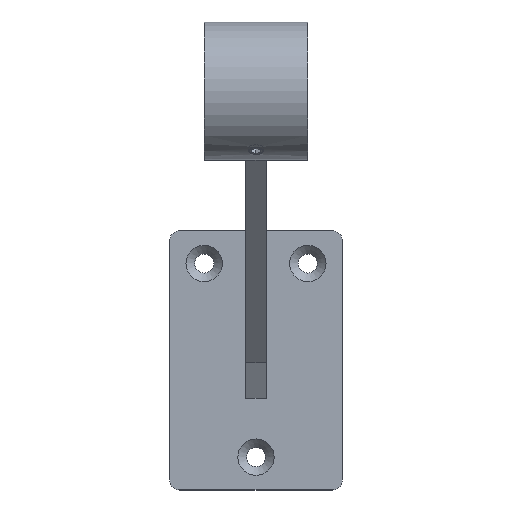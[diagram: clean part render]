
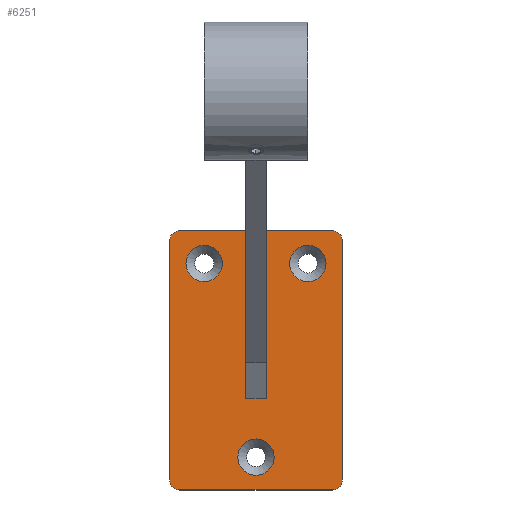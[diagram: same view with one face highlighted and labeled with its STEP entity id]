
A CAD part, top view. The second image highlights one B-rep face of the part: STEP entity #6251.
In plain terms, the highlighted planar face has unit normal (0, 0, 1).
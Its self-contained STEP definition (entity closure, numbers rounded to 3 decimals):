
#173 = CIRCLE ( 'NONE', #12255, 3. ) ;
#296 = CIRCLE ( 'NONE', #5235, 3. ) ;
#318 = EDGE_CURVE ( 'NONE', #1421, #3417, #173, .T. ) ;
#400 = DIRECTION ( 'NONE',  ( 0., 0., 1. ) ) ;
#444 = VECTOR ( 'NONE', #7472, 1000. ) ;
#473 = CARTESIAN_POINT ( 'NONE',  ( 22., 37.5, 8. ) ) ;
#495 = DIRECTION ( 'NONE',  ( 1., 0., 0. ) ) ;
#684 = VERTEX_POINT ( 'NONE', #5327 ) ;
#746 = ORIENTED_EDGE ( 'NONE', *, *, #7092, .T. ) ;
#1013 = DIRECTION ( 'NONE',  ( 0., 0., 1. ) ) ;
#1067 = ORIENTED_EDGE ( 'NONE', *, *, #9804, .T. ) ;
#1283 = CARTESIAN_POINT ( 'NONE',  ( -22., -34.5, 8. ) ) ;
#1417 = CIRCLE ( 'NONE', #2631, 3. ) ;
#1421 = VERTEX_POINT ( 'NONE', #4336 ) ;
#1463 = VERTEX_POINT ( 'NONE', #4021 ) ;
#1481 = EDGE_LOOP ( 'NONE', ( #12131 ) ) ;
#1560 = AXIS2_PLACEMENT_3D ( 'NONE', #11434, #5100, #12496 ) ;
#1619 = EDGE_CURVE ( 'NONE', #1463, #9175, #13018, .T. ) ;
#1705 = CIRCLE ( 'NONE', #10472, 5.25 ) ;
#1724 = CARTESIAN_POINT ( 'NONE',  ( -3., 0., 8. ) ) ;
#1793 = FACE_BOUND ( 'NONE', #1481, .T. ) ;
#1908 = AXIS2_PLACEMENT_3D ( 'NONE', #10989, #400, #495 ) ;
#1952 = DIRECTION ( 'NONE',  ( 0., 0., 1. ) ) ;
#2085 = VECTOR ( 'NONE', #7030, 1000. ) ;
#2265 = DIRECTION ( 'NONE',  ( 1., 0., 0. ) ) ;
#2281 = FACE_OUTER_BOUND ( 'NONE', #10342, .T. ) ;
#2367 = VERTEX_POINT ( 'NONE', #5104 ) ;
#2460 = LINE ( 'NONE', #7433, #444 ) ;
#2559 = LINE ( 'NONE', #6808, #2085 ) ;
#2584 = ORIENTED_EDGE ( 'NONE', *, *, #7518, .T. ) ;
#2613 = FACE_BOUND ( 'NONE', #12494, .T. ) ;
#2631 = AXIS2_PLACEMENT_3D ( 'NONE', #11460, #1952, #5178 ) ;
#2633 = LINE ( 'NONE', #7190, #4440 ) ;
#2804 = DIRECTION ( 'NONE',  ( 0., -1., 0. ) ) ;
#2911 = VERTEX_POINT ( 'NONE', #10668 ) ;
#3119 = EDGE_CURVE ( 'NONE', #9082, #5444, #296, .T. ) ;
#3313 = DIRECTION ( 'NONE',  ( 0., 0., 1. ) ) ;
#3417 = VERTEX_POINT ( 'NONE', #10001 ) ;
#3423 = VERTEX_POINT ( 'NONE', #6970 ) ;
#3459 = DIRECTION ( 'NONE',  ( 0., -1., 0. ) ) ;
#3587 = LINE ( 'NONE', #5594, #4911 ) ;
#3690 = CARTESIAN_POINT ( 'NONE',  ( 22., 34.5, 8. ) ) ;
#3931 = VECTOR ( 'NONE', #3459, 1000. ) ;
#4021 = CARTESIAN_POINT ( 'NONE',  ( -22., 37.5, 8. ) ) ;
#4089 = CARTESIAN_POINT ( 'NONE',  ( -9.75, 28., 8. ) ) ;
#4213 = CARTESIAN_POINT ( 'NONE',  ( 0., 0., 8. ) ) ;
#4331 = EDGE_CURVE ( 'NONE', #5444, #6873, #2633, .T. ) ;
#4336 = CARTESIAN_POINT ( 'NONE',  ( -25., -34.5, 8. ) ) ;
#4359 = CIRCLE ( 'NONE', #1908, 5.25 ) ;
#4440 = VECTOR ( 'NONE', #12367, 1000. ) ;
#4603 = VERTEX_POINT ( 'NONE', #5559 ) ;
#4911 = VECTOR ( 'NONE', #5821, 1000. ) ;
#4956 = ORIENTED_EDGE ( 'NONE', *, *, #11571, .T. ) ;
#5027 = VECTOR ( 'NONE', #9547, 1000. ) ;
#5100 = DIRECTION ( 'NONE',  ( 0., 0., 1. ) ) ;
#5104 = CARTESIAN_POINT ( 'NONE',  ( 5.25, -28., 8. ) ) ;
#5127 = ORIENTED_EDGE ( 'NONE', *, *, #318, .T. ) ;
#5167 = CARTESIAN_POINT ( 'NONE',  ( -22., 34.5, 8. ) ) ;
#5178 = DIRECTION ( 'NONE',  ( 1., 0., 0. ) ) ;
#5210 = DIRECTION ( 'NONE',  ( 1., 0., 0. ) ) ;
#5235 = AXIS2_PLACEMENT_3D ( 'NONE', #3690, #7972, #9028 ) ;
#5255 = LINE ( 'NONE', #9780, #3931 ) ;
#5327 = CARTESIAN_POINT ( 'NONE',  ( 22., -37.5, 8. ) ) ;
#5366 = DIRECTION ( 'NONE',  ( 1., 0., 0. ) ) ;
#5444 = VERTEX_POINT ( 'NONE', #473 ) ;
#5559 = CARTESIAN_POINT ( 'NONE',  ( 3., -11., 8. ) ) ;
#5594 = CARTESIAN_POINT ( 'NONE',  ( 25., 37.5, 8. ) ) ;
#5782 = ORIENTED_EDGE ( 'NONE', *, *, #8460, .F. ) ;
#5821 = DIRECTION ( 'NONE',  ( 0., 1., 0. ) ) ;
#5984 = CARTESIAN_POINT ( 'NONE',  ( 3., 37.5, 8. ) ) ;
#6208 = CARTESIAN_POINT ( 'NONE',  ( 3., -11., 8. ) ) ;
#6243 = DIRECTION ( 'NONE',  ( 0., 0., 1. ) ) ;
#6251 = ADVANCED_FACE ( 'NONE', ( #2613, #1793, #12977, #2281 ), #11679, .T. ) ;
#6373 = DIRECTION ( 'NONE',  ( -1., 0., 0. ) ) ;
#6434 = DIRECTION ( 'NONE',  ( 0., 0., 1. ) ) ;
#6510 = EDGE_CURVE ( 'NONE', #3417, #684, #2460, .T. ) ;
#6568 = EDGE_CURVE ( 'NONE', #3423, #1463, #9542, .T. ) ;
#6808 = CARTESIAN_POINT ( 'NONE',  ( -25., 37.5, 8. ) ) ;
#6873 = VERTEX_POINT ( 'NONE', #5984 ) ;
#6970 = CARTESIAN_POINT ( 'NONE',  ( -3., 37.5, 8. ) ) ;
#7030 = DIRECTION ( 'NONE',  ( 0., -1., 0. ) ) ;
#7065 = EDGE_CURVE ( 'NONE', #6873, #4603, #5255, .T. ) ;
#7092 = EDGE_CURVE ( 'NONE', #11832, #9082, #3587, .T. ) ;
#7159 = VERTEX_POINT ( 'NONE', #13510 ) ;
#7184 = LINE ( 'NONE', #1724, #8960 ) ;
#7190 = CARTESIAN_POINT ( 'NONE',  ( -25., 37.5, 8. ) ) ;
#7218 = ORIENTED_EDGE ( 'NONE', *, *, #6568, .T. ) ;
#7433 = CARTESIAN_POINT ( 'NONE',  ( -25., -37.5, 8. ) ) ;
#7472 = DIRECTION ( 'NONE',  ( 1., 0., 0. ) ) ;
#7518 = EDGE_CURVE ( 'NONE', #684, #11832, #1417, .T. ) ;
#7670 = ORIENTED_EDGE ( 'NONE', *, *, #3119, .T. ) ;
#7816 = LINE ( 'NONE', #6208, #5027 ) ;
#7972 = DIRECTION ( 'NONE',  ( 0., 0., 1. ) ) ;
#8184 = CIRCLE ( 'NONE', #1560, 5.25 ) ;
#8217 = VECTOR ( 'NONE', #6373, 1000. ) ;
#8460 = EDGE_CURVE ( 'NONE', #2367, #2367, #8184, .T. ) ;
#8467 = ORIENTED_EDGE ( 'NONE', *, *, #4331, .T. ) ;
#8558 = CARTESIAN_POINT ( 'NONE',  ( -25., 37.5, 8. ) ) ;
#8960 = VECTOR ( 'NONE', #2804, 1000. ) ;
#9028 = DIRECTION ( 'NONE',  ( 1., 0., 0. ) ) ;
#9082 = VERTEX_POINT ( 'NONE', #10516 ) ;
#9162 = CARTESIAN_POINT ( 'NONE',  ( 25., -34.5, 8. ) ) ;
#9175 = VERTEX_POINT ( 'NONE', #9627 ) ;
#9542 = LINE ( 'NONE', #8558, #8217 ) ;
#9544 = AXIS2_PLACEMENT_3D ( 'NONE', #5167, #6243, #5210 ) ;
#9547 = DIRECTION ( 'NONE',  ( -1., 0., 0. ) ) ;
#9620 = CARTESIAN_POINT ( 'NONE',  ( 15., 28., 8. ) ) ;
#9627 = CARTESIAN_POINT ( 'NONE',  ( -25., 34.5, 8. ) ) ;
#9664 = DIRECTION ( 'NONE',  ( 1., 0., 0. ) ) ;
#9780 = CARTESIAN_POINT ( 'NONE',  ( 3., 0., 8. ) ) ;
#9789 = VERTEX_POINT ( 'NONE', #4089 ) ;
#9804 = EDGE_CURVE ( 'NONE', #9175, #1421, #2559, .T. ) ;
#9917 = ORIENTED_EDGE ( 'NONE', *, *, #1619, .T. ) ;
#10001 = CARTESIAN_POINT ( 'NONE',  ( -22., -37.5, 8. ) ) ;
#10011 = ORIENTED_EDGE ( 'NONE', *, *, #12562, .F. ) ;
#10202 = ORIENTED_EDGE ( 'NONE', *, *, #6510, .T. ) ;
#10342 = EDGE_LOOP ( 'NONE', ( #7218, #9917, #1067, #5127, #10202, #2584, #746, #7670, #8467, #12670, #4956, #10386 ) ) ;
#10386 = ORIENTED_EDGE ( 'NONE', *, *, #11184, .F. ) ;
#10472 = AXIS2_PLACEMENT_3D ( 'NONE', #9620, #3313, #9664 ) ;
#10516 = CARTESIAN_POINT ( 'NONE',  ( 25., 34.5, 8. ) ) ;
#10668 = CARTESIAN_POINT ( 'NONE',  ( -3., -11., 8. ) ) ;
#10885 = EDGE_LOOP ( 'NONE', ( #5782 ) ) ;
#10989 = CARTESIAN_POINT ( 'NONE',  ( -15., 28., 8. ) ) ;
#11184 = EDGE_CURVE ( 'NONE', #3423, #2911, #7184, .T. ) ;
#11434 = CARTESIAN_POINT ( 'NONE',  ( 0., -28., 8. ) ) ;
#11460 = CARTESIAN_POINT ( 'NONE',  ( 22., -34.5, 8. ) ) ;
#11571 = EDGE_CURVE ( 'NONE', #4603, #2911, #7816, .T. ) ;
#11679 = PLANE ( 'NONE',  #13012 ) ;
#11832 = VERTEX_POINT ( 'NONE', #9162 ) ;
#12131 = ORIENTED_EDGE ( 'NONE', *, *, #13330, .F. ) ;
#12255 = AXIS2_PLACEMENT_3D ( 'NONE', #1283, #6434, #2265 ) ;
#12367 = DIRECTION ( 'NONE',  ( -1., 0., 0. ) ) ;
#12494 = EDGE_LOOP ( 'NONE', ( #10011 ) ) ;
#12496 = DIRECTION ( 'NONE',  ( 1., 0., 0. ) ) ;
#12562 = EDGE_CURVE ( 'NONE', #9789, #9789, #4359, .T. ) ;
#12670 = ORIENTED_EDGE ( 'NONE', *, *, #7065, .T. ) ;
#12977 = FACE_BOUND ( 'NONE', #10885, .T. ) ;
#13012 = AXIS2_PLACEMENT_3D ( 'NONE', #4213, #1013, #5366 ) ;
#13018 = CIRCLE ( 'NONE', #9544, 3. ) ;
#13330 = EDGE_CURVE ( 'NONE', #7159, #7159, #1705, .T. ) ;
#13510 = CARTESIAN_POINT ( 'NONE',  ( 20.25, 28., 8. ) ) ;
